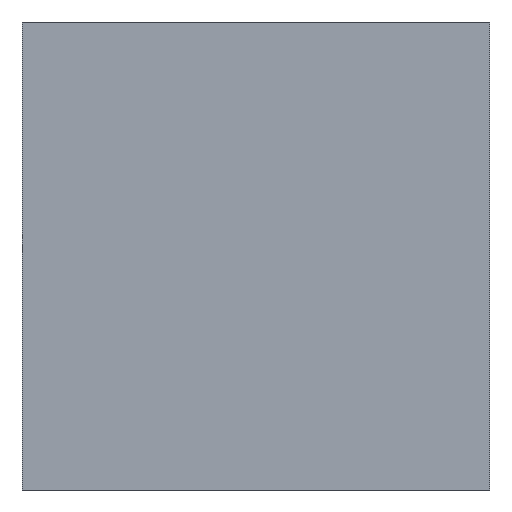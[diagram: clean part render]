
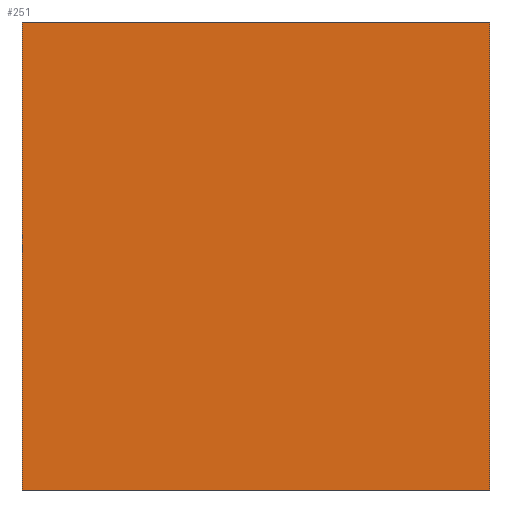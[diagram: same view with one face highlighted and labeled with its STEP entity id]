
A CAD part, left-side view. The second image highlights one B-rep face of the part: STEP entity #251.
In plain terms, the highlighted planar face has unit normal (-1, 0, 0).
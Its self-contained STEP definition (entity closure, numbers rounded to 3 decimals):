
#15 = VECTOR ( 'NONE', #267, 1000. ) ;
#36 = LINE ( 'NONE', #318, #201 ) ;
#44 = DIRECTION ( 'NONE',  ( 0., 0., -1. ) ) ;
#65 = VERTEX_POINT ( 'NONE', #244 ) ;
#67 = EDGE_CURVE ( 'NONE', #300, #69, #324, .T. ) ;
#69 = VERTEX_POINT ( 'NONE', #328 ) ;
#71 = CARTESIAN_POINT ( 'NONE',  ( -1.35, 0., -0.5 ) ) ;
#90 = ORIENTED_EDGE ( 'NONE', *, *, #268, .F. ) ;
#113 = DIRECTION ( 'NONE',  ( 1., 0., 0. ) ) ;
#133 = LINE ( 'NONE', #243, #15 ) ;
#135 = DIRECTION ( 'NONE',  ( 0., -1., 0. ) ) ;
#141 = FACE_OUTER_BOUND ( 'NONE', #151, .T. ) ;
#151 = EDGE_LOOP ( 'NONE', ( #316, #269, #90, #259 ) ) ;
#160 = CARTESIAN_POINT ( 'NONE',  ( -1.35, 1., 0.5 ) ) ;
#186 = CARTESIAN_POINT ( 'NONE',  ( -1.35, 1., 0.5 ) ) ;
#187 = VECTOR ( 'NONE', #215, 1000. ) ;
#201 = VECTOR ( 'NONE', #233, 1000. ) ;
#210 = LINE ( 'NONE', #186, #299 ) ;
#215 = DIRECTION ( 'NONE',  ( 0., 0., 1. ) ) ;
#233 = DIRECTION ( 'NONE',  ( 0., -1., 0. ) ) ;
#243 = CARTESIAN_POINT ( 'NONE',  ( -1.35, 1., 0.5 ) ) ;
#244 = CARTESIAN_POINT ( 'NONE',  ( -1.35, 1., -0.5 ) ) ;
#251 = ADVANCED_FACE ( 'NONE', ( #141 ), #274, .F. ) ;
#259 = ORIENTED_EDGE ( 'NONE', *, *, #264, .T. ) ;
#264 = EDGE_CURVE ( 'NONE', #65, #300, #36, .T. ) ;
#267 = DIRECTION ( 'NONE',  ( 0., 0., 1. ) ) ;
#268 = EDGE_CURVE ( 'NONE', #65, #295, #133, .T. ) ;
#269 = ORIENTED_EDGE ( 'NONE', *, *, #298, .F. ) ;
#274 = PLANE ( 'NONE',  #280 ) ;
#278 = CARTESIAN_POINT ( 'NONE',  ( -1.35, 1., 0.5 ) ) ;
#279 = CARTESIAN_POINT ( 'NONE',  ( -1.35, 0., 0.5 ) ) ;
#280 = AXIS2_PLACEMENT_3D ( 'NONE', #160, #113, #44 ) ;
#295 = VERTEX_POINT ( 'NONE', #278 ) ;
#298 = EDGE_CURVE ( 'NONE', #295, #69, #210, .T. ) ;
#299 = VECTOR ( 'NONE', #135, 1000. ) ;
#300 = VERTEX_POINT ( 'NONE', #71 ) ;
#316 = ORIENTED_EDGE ( 'NONE', *, *, #67, .T. ) ;
#318 = CARTESIAN_POINT ( 'NONE',  ( -1.35, 1., -0.5 ) ) ;
#324 = LINE ( 'NONE', #279, #187 ) ;
#328 = CARTESIAN_POINT ( 'NONE',  ( -1.35, 0., 0.5 ) ) ;
